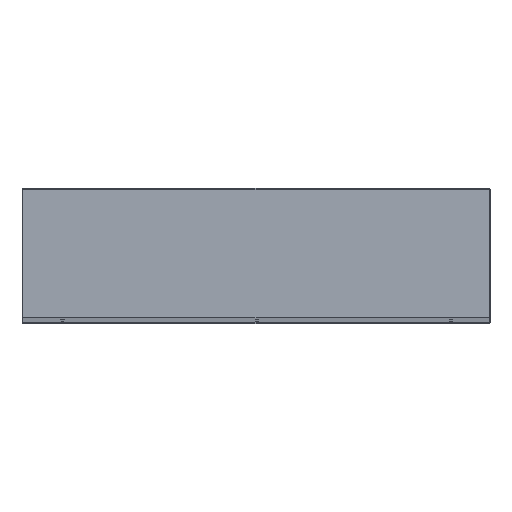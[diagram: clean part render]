
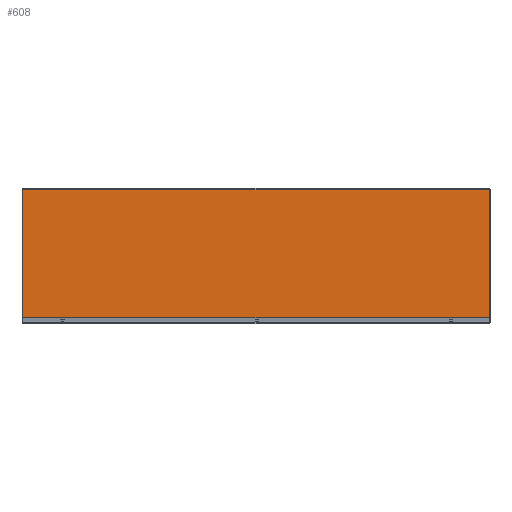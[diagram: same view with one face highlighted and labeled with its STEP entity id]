
A CAD part, top view. The second image highlights one B-rep face of the part: STEP entity #608.
In plain terms, the highlighted planar face has unit normal (0, 0, 1).
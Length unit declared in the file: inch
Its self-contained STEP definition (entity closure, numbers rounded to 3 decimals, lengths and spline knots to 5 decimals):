
#46=PLANE('',#666);
#69=LINE('',#923,#120);
#72=LINE('',#929,#123);
#88=LINE('',#969,#139);
#89=LINE('',#971,#140);
#120=VECTOR('',#758,35.977);
#123=VECTOR('',#763,9.91563);
#139=VECTOR('',#807,35.977);
#140=VECTOR('',#810,9.91563);
#201=FACE_OUTER_BOUND('',#254,.T.);
#254=EDGE_LOOP('',(#507,#508,#509,#510));
#303=VERTEX_POINT('',#908);
#304=VERTEX_POINT('',#912);
#307=VERTEX_POINT('',#927);
#316=VERTEX_POINT('',#958);
#359=EDGE_CURVE('',#303,#304,#69,.T.);
#362=EDGE_CURVE('',#307,#304,#72,.T.);
#382=EDGE_CURVE('',#307,#316,#88,.T.);
#383=EDGE_CURVE('',#303,#316,#89,.T.);
#507=ORIENTED_EDGE('',*,*,#359,.T.);
#508=ORIENTED_EDGE('',*,*,#362,.F.);
#509=ORIENTED_EDGE('',*,*,#382,.T.);
#510=ORIENTED_EDGE('',*,*,#383,.F.);
#608=ADVANCED_FACE('',(#201),#46,.T.);
#666=AXIS2_PLACEMENT_3D('',#972,#811,#812);
#758=DIRECTION('',(1.,0.,0.));
#763=DIRECTION('',(0.,-1.,0.));
#807=DIRECTION('',(-1.,0.,0.));
#810=DIRECTION('',(0.,1.,0.));
#811=DIRECTION('center_axis',(0.,0.,1.));
#812=DIRECTION('ref_axis',(1.,0.,0.));
#908=CARTESIAN_POINT('',(-0.43568,-9.54361,0.074));
#912=CARTESIAN_POINT('',(35.54132,-9.54361,0.074));
#923=CARTESIAN_POINT('',(26.54707,-9.54361,0.074));
#927=CARTESIAN_POINT('',(35.54132,0.37202,0.074));
#929=CARTESIAN_POINT('',(35.54132,0.47727,0.074));
#958=CARTESIAN_POINT('',(-0.43568,0.37202,0.074));
#969=CARTESIAN_POINT('',(8.55857,0.37202,0.074));
#971=CARTESIAN_POINT('',(-0.43568,-9.63673,0.074));
#972=CARTESIAN_POINT('Origin',(17.55282,-4.57973,0.074));
